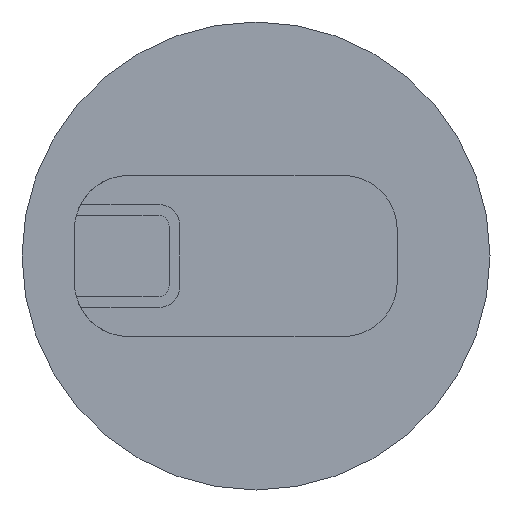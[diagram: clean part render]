
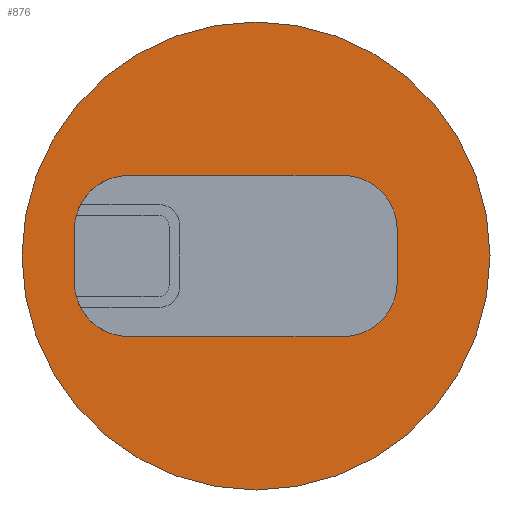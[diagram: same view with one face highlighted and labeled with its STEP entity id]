
A CAD part, front view. The second image highlights one B-rep face of the part: STEP entity #876.
In plain terms, the highlighted planar face has unit normal (0, -1, 0).
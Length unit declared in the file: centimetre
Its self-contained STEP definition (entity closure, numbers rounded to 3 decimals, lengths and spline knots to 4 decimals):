
#32 = CARTESIAN_POINT ( 'NONE',  ( 0., 0., 0. ) ) ;
#34 = ORIENTED_EDGE ( 'NONE', *, *, #228, .T. ) ;
#39 = CIRCLE ( 'NONE', #336, 1.34 ) ;
#41 = AXIS2_PLACEMENT_3D ( 'NONE', #605, #390, #320 ) ;
#54 = EDGE_CURVE ( 'NONE', #843, #490, #418, .T. ) ;
#64 = FACE_OUTER_BOUND ( 'NONE', #695, .T. ) ;
#67 = VERTEX_POINT ( 'NONE', #302 ) ;
#72 = CARTESIAN_POINT ( 'NONE',  ( -4.5, 0., 0.6569 ) ) ;
#74 = DIRECTION ( 'NONE',  ( 0., 1., 0. ) ) ;
#88 = CIRCLE ( 'NONE', #41, 1.34 ) ;
#90 = AXIS2_PLACEMENT_3D ( 'NONE', #32, #323, #751 ) ;
#100 = CARTESIAN_POINT ( 'NONE',  ( -3.16, 0., -1.9969 ) ) ;
#103 = CARTESIAN_POINT ( 'NONE',  ( -3.16, 0., -0.6569 ) ) ;
#107 = EDGE_LOOP ( 'NONE', ( #352, #269, #870, #857, #540, #263, #788, #34 ) ) ;
#108 = CARTESIAN_POINT ( 'NONE',  ( -3.16, 0., -1.9969 ) ) ;
#127 = VERTEX_POINT ( 'NONE', #382 ) ;
#139 = AXIS2_PLACEMENT_3D ( 'NONE', #581, #74, #145 ) ;
#145 = DIRECTION ( 'NONE',  ( 0., 0., 1. ) ) ;
#150 = CARTESIAN_POINT ( 'NONE',  ( 2.16, 0., 1.9969 ) ) ;
#165 = DIRECTION ( 'NONE',  ( 0., 0., 1. ) ) ;
#191 = ORIENTED_EDGE ( 'NONE', *, *, #771, .F. ) ;
#203 = DIRECTION ( 'NONE',  ( 0., 1., 0. ) ) ;
#213 = EDGE_CURVE ( 'NONE', #911, #610, #364, .T. ) ;
#222 = VECTOR ( 'NONE', #397, 100. ) ;
#228 = EDGE_CURVE ( 'NONE', #610, #127, #88, .T. ) ;
#263 = ORIENTED_EDGE ( 'NONE', *, *, #541, .T. ) ;
#269 = ORIENTED_EDGE ( 'NONE', *, *, #915, .T. ) ;
#273 = EDGE_CURVE ( 'NONE', #283, #721, #711, .T. ) ;
#277 = CIRCLE ( 'NONE', #698, 1.34 ) ;
#283 = VERTEX_POINT ( 'NONE', #745 ) ;
#284 = ORIENTED_EDGE ( 'NONE', *, *, #626, .F. ) ;
#302 = CARTESIAN_POINT ( 'NONE',  ( 0., 0., 5.8 ) ) ;
#305 = VECTOR ( 'NONE', #809, 100. ) ;
#320 = DIRECTION ( 'NONE',  ( 0., 0., -1. ) ) ;
#323 = DIRECTION ( 'NONE',  ( 0., 1., 0. ) ) ;
#330 = CARTESIAN_POINT ( 'NONE',  ( 3.5, 0., -0.6569 ) ) ;
#336 = AXIS2_PLACEMENT_3D ( 'NONE', #103, #686, #607 ) ;
#337 = LINE ( 'NONE', #100, #746 ) ;
#345 = EDGE_CURVE ( 'NONE', #490, #283, #621, .T. ) ;
#352 = ORIENTED_EDGE ( 'NONE', *, *, #768, .T. ) ;
#364 = LINE ( 'NONE', #330, #222 ) ;
#382 = CARTESIAN_POINT ( 'NONE',  ( 2.16, 0., -1.9969 ) ) ;
#384 = CARTESIAN_POINT ( 'NONE',  ( -4.5, 0., -0.6569 ) ) ;
#390 = DIRECTION ( 'NONE',  ( 0., 1., 0. ) ) ;
#391 = DIRECTION ( 'NONE',  ( 0., 1., 0. ) ) ;
#395 = CIRCLE ( 'NONE', #139, 5.8 ) ;
#397 = DIRECTION ( 'NONE',  ( 0., 0., -1. ) ) ;
#418 = LINE ( 'NONE', #448, #668 ) ;
#443 = CARTESIAN_POINT ( 'NONE',  ( 0., 0., -5.8 ) ) ;
#448 = CARTESIAN_POINT ( 'NONE',  ( -4.5, 0., 0.6569 ) ) ;
#476 = DIRECTION ( 'NONE',  ( 0., 0., -1. ) ) ;
#490 = VERTEX_POINT ( 'NONE', #72 ) ;
#498 = CARTESIAN_POINT ( 'NONE',  ( 2.16, 0., 0.6569 ) ) ;
#517 = DIRECTION ( 'NONE',  ( 0., 0., 1. ) ) ;
#520 = CARTESIAN_POINT ( 'NONE',  ( 0., 0., 0. ) ) ;
#540 = ORIENTED_EDGE ( 'NONE', *, *, #273, .T. ) ;
#541 = EDGE_CURVE ( 'NONE', #721, #911, #277, .T. ) ;
#568 = CIRCLE ( 'NONE', #888, 5.8 ) ;
#581 = CARTESIAN_POINT ( 'NONE',  ( 0., 0., 0. ) ) ;
#605 = CARTESIAN_POINT ( 'NONE',  ( 2.16, 0., -0.6569 ) ) ;
#607 = DIRECTION ( 'NONE',  ( 0., 0., -1. ) ) ;
#610 = VERTEX_POINT ( 'NONE', #841 ) ;
#612 = FACE_BOUND ( 'NONE', #107, .T. ) ;
#621 = CIRCLE ( 'NONE', #664, 1.34 ) ;
#626 = EDGE_CURVE ( 'NONE', #752, #67, #395, .T. ) ;
#664 = AXIS2_PLACEMENT_3D ( 'NONE', #891, #203, #476 ) ;
#668 = VECTOR ( 'NONE', #517, 100. ) ;
#681 = CARTESIAN_POINT ( 'NONE',  ( 3.5, 0., 0.6569 ) ) ;
#686 = DIRECTION ( 'NONE',  ( 0., 1., 0. ) ) ;
#695 = EDGE_LOOP ( 'NONE', ( #284, #191 ) ) ;
#698 = AXIS2_PLACEMENT_3D ( 'NONE', #498, #908, #706 ) ;
#706 = DIRECTION ( 'NONE',  ( 0., 0., 1. ) ) ;
#711 = LINE ( 'NONE', #889, #305 ) ;
#721 = VERTEX_POINT ( 'NONE', #150 ) ;
#745 = CARTESIAN_POINT ( 'NONE',  ( -3.16, 0., 1.9969 ) ) ;
#746 = VECTOR ( 'NONE', #807, 100. ) ;
#751 = DIRECTION ( 'NONE',  ( 0., 0., 1. ) ) ;
#752 = VERTEX_POINT ( 'NONE', #443 ) ;
#768 = EDGE_CURVE ( 'NONE', #127, #845, #337, .T. ) ;
#771 = EDGE_CURVE ( 'NONE', #67, #752, #568, .T. ) ;
#788 = ORIENTED_EDGE ( 'NONE', *, *, #213, .T. ) ;
#807 = DIRECTION ( 'NONE',  ( -1., 0., 0. ) ) ;
#809 = DIRECTION ( 'NONE',  ( 1., 0., 0. ) ) ;
#841 = CARTESIAN_POINT ( 'NONE',  ( 3.5, 0., -0.6569 ) ) ;
#843 = VERTEX_POINT ( 'NONE', #384 ) ;
#845 = VERTEX_POINT ( 'NONE', #108 ) ;
#857 = ORIENTED_EDGE ( 'NONE', *, *, #345, .T. ) ;
#870 = ORIENTED_EDGE ( 'NONE', *, *, #54, .T. ) ;
#876 = ADVANCED_FACE ( 'NONE', ( #612, #64 ), #879, .F. ) ;
#879 = PLANE ( 'NONE',  #90 ) ;
#888 = AXIS2_PLACEMENT_3D ( 'NONE', #520, #391, #165 ) ;
#889 = CARTESIAN_POINT ( 'NONE',  ( -3.16, 0., 1.9969 ) ) ;
#891 = CARTESIAN_POINT ( 'NONE',  ( -3.16, 0., 0.6569 ) ) ;
#908 = DIRECTION ( 'NONE',  ( 0., 1., 0. ) ) ;
#911 = VERTEX_POINT ( 'NONE', #681 ) ;
#915 = EDGE_CURVE ( 'NONE', #845, #843, #39, .T. ) ;
